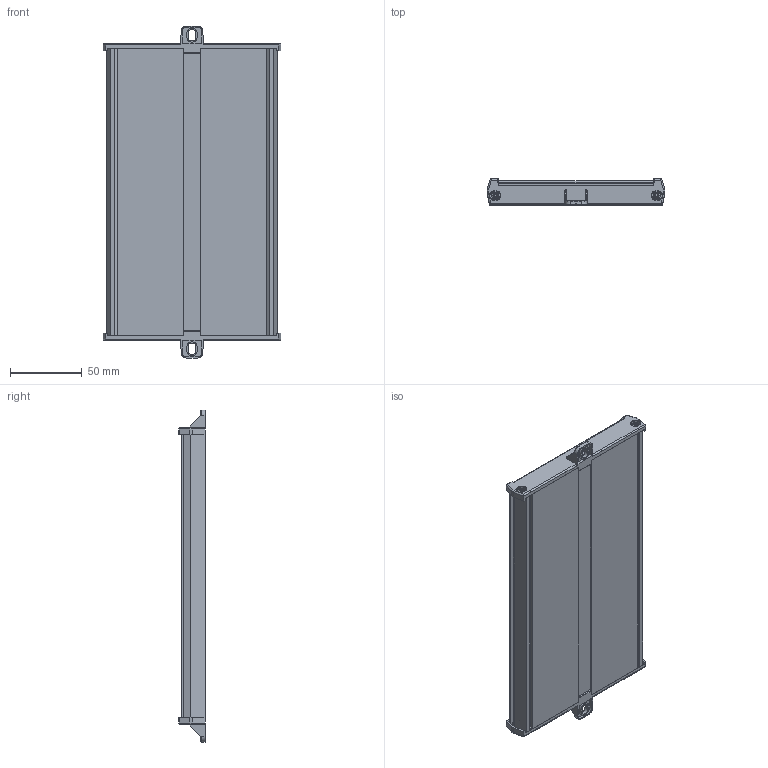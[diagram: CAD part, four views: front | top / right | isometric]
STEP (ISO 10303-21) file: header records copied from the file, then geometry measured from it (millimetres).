
FILE_DESCRIPTION (( 'STEP AP214' ), '1' );
FILE_NAME ('PHCP-200.STEP', '2022-01-24T11:24:36', ( '' ), ( '' ), 'SwSTEP 2.0', 'SolidWorks 2017', '' );
FILE_SCHEMA (( 'AUTOMOTIVE_DESIGN' ));
Length unit declared in the file: millimetre
Products named in the file (13): Side Screw; PCB-108_PCB-200; End Piece_Big_with Bracket; PCB-108; Profile - 108_Profile-200; PHCP-200; Profile - 108
Assembly tree (8 placements, depth 2):
  Side Screw
  End Piece_Big_with Bracket
  Side Screw
  End Piece_Big_with Bracket
  PCB-108
Bounding box: 123.8 x 18.1 x 231 mm (x, y, z)
Volume: 105877.8 mm3; surface area: 139408.1 mm2
Topology: 12 solids, 12 shells, 696 faces, 1798 edges, 1140 vertices
Faces by surface type: plane 422, cylinder 174, torus 46, bspline 24, cone 20, sphere 10
Entity records: 12917 total; most frequent: CARTESIAN_POINT 2356, ORIENTED_EDGE 1924, DIRECTION 1810, EDGE_CURVE 962, LINE 728, VECTOR 728, VERTEX_POINT 619, AXIS2_PLACEMENT_3D 541
